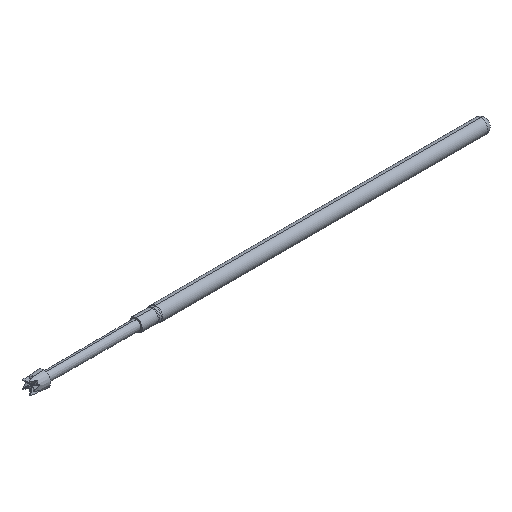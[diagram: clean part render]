
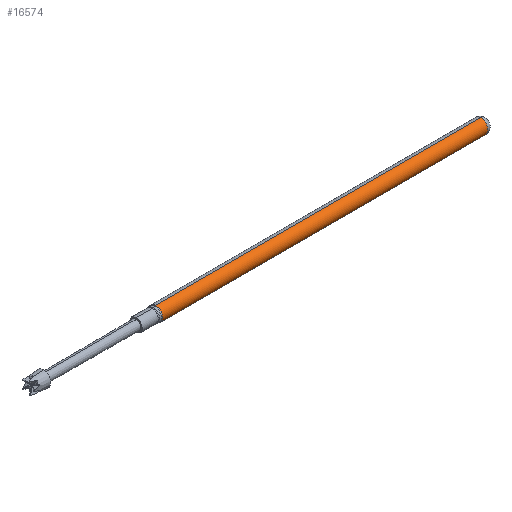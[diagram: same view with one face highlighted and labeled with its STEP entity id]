
A CAD part, isometric view. The second image highlights one B-rep face of the part: STEP entity #16574.
In plain terms, the highlighted cylindrical face has radius 0.51 mm (diameter 1.021 mm), a partial arc.
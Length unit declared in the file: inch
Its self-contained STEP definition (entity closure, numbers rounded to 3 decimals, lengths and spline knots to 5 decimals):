
#502 = VERTEX_POINT ( 'NONE', #11809 ) ;
#928 = ORIENTED_EDGE ( 'NONE', *, *, #1708, .T. ) ;
#1708 = EDGE_CURVE ( 'NONE', #2551, #502, #4200, .T. ) ;
#2361 = EDGE_CURVE ( 'NONE', #2551, #7193, #7950, .T. ) ;
#2516 = CARTESIAN_POINT ( 'NONE',  ( 0.985, 0., -0.0201 ) ) ;
#2551 = VERTEX_POINT ( 'NONE', #2516 ) ;
#2622 = DIRECTION ( 'NONE',  ( -1., 0., 0. ) ) ;
#4158 = CARTESIAN_POINT ( 'NONE',  ( 0., 0., 0. ) ) ;
#4200 = CIRCLE ( 'NONE', #9253, 0.0201 ) ;
#4461 = CARTESIAN_POINT ( 'NONE',  ( 0.056, 0., 0. ) ) ;
#5323 = DIRECTION ( 'NONE',  ( 0., 0., -1. ) ) ;
#5676 = EDGE_CURVE ( 'NONE', #7193, #10134, #17164, .T. ) ;
#5936 = AXIS2_PLACEMENT_3D ( 'NONE', #4158, #12125, #15990 ) ;
#6861 = VECTOR ( 'NONE', #7881, 39.37008 ) ;
#7140 = EDGE_LOOP ( 'NONE', ( #928, #11820, #9685, #12698 ) ) ;
#7193 = VERTEX_POINT ( 'NONE', #10763 ) ;
#7369 = CYLINDRICAL_SURFACE ( 'NONE', #5936, 0.0201 ) ;
#7881 = DIRECTION ( 'NONE',  ( -1., 0., 0. ) ) ;
#7950 = LINE ( 'NONE', #14778, #14866 ) ;
#8542 = DIRECTION ( 'NONE',  ( -1., 0., 0. ) ) ;
#8729 = CARTESIAN_POINT ( 'NONE',  ( 0., 0., 0.0201 ) ) ;
#9253 = AXIS2_PLACEMENT_3D ( 'NONE', #10645, #2622, #5323 ) ;
#9388 = AXIS2_PLACEMENT_3D ( 'NONE', #4461, #8542, #9957 ) ;
#9685 = ORIENTED_EDGE ( 'NONE', *, *, #5676, .F. ) ;
#9957 = DIRECTION ( 'NONE',  ( 0., 0., -1. ) ) ;
#10134 = VERTEX_POINT ( 'NONE', #16015 ) ;
#10565 = DIRECTION ( 'NONE',  ( -1., 0., 0. ) ) ;
#10645 = CARTESIAN_POINT ( 'NONE',  ( 0.985, 0., 0. ) ) ;
#10763 = CARTESIAN_POINT ( 'NONE',  ( 0.056, 0., -0.0201 ) ) ;
#10947 = FACE_OUTER_BOUND ( 'NONE', #7140, .T. ) ;
#11809 = CARTESIAN_POINT ( 'NONE',  ( 0.985, 0., 0.0201 ) ) ;
#11820 = ORIENTED_EDGE ( 'NONE', *, *, #13726, .T. ) ;
#12125 = DIRECTION ( 'NONE',  ( -1., 0., 0. ) ) ;
#12698 = ORIENTED_EDGE ( 'NONE', *, *, #2361, .F. ) ;
#13726 = EDGE_CURVE ( 'NONE', #502, #10134, #14602, .T. ) ;
#14602 = LINE ( 'NONE', #8729, #6861 ) ;
#14778 = CARTESIAN_POINT ( 'NONE',  ( 0., 0., -0.0201 ) ) ;
#14866 = VECTOR ( 'NONE', #10565, 39.37008 ) ;
#15990 = DIRECTION ( 'NONE',  ( 0., 0., -1. ) ) ;
#16015 = CARTESIAN_POINT ( 'NONE',  ( 0.056, 0., 0.0201 ) ) ;
#16574 = ADVANCED_FACE ( 'NONE', ( #10947 ), #7369, .T. ) ;
#17164 = CIRCLE ( 'NONE', #9388, 0.0201 ) ;
